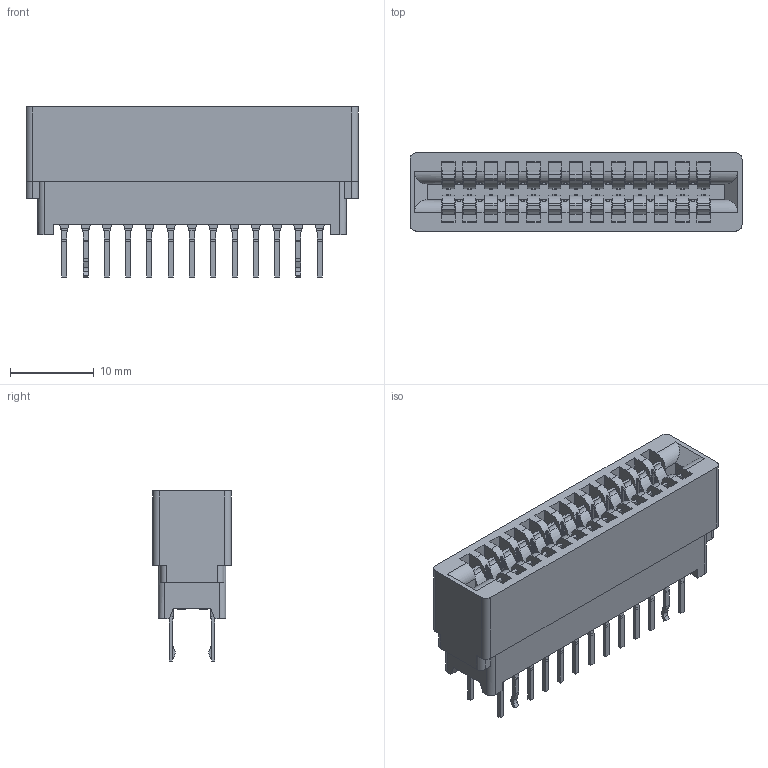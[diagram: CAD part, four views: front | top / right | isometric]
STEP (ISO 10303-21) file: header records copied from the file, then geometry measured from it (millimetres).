
FILE_DESCRIPTION(/* description */ (''),/* implementation_level */ '2;1');
FILE_NAME(/* name */ 'c-5145274-1-d-3d.stp',/* time_stamp */ '2018-05-27T22:48:57-04:00',/* author */ ('squir'),/* organization */ ('Tyco Electronics Ltd.'),/* preprocessor_version */ 'ST-DEVELOPER v16.13',/* originating_system */ 'Autodesk Inventor 2018',/* authorisation */ '');
FILE_SCHEMA (('AUTOMOTIVE_DESIGN { 1 0 10303 214 3 1 1 }'));
Length unit declared in the file: millimetre
Products named in the file (1): c-5145274-1-d-3d
Bounding box: 39.62 x 9.35 x 20.3 mm (x, y, z)
Volume: 3506 mm3; surface area: 5071.6 mm2
Topology: 1 solids, 1 shells, 1324 faces, 3623 edges, 2382 vertices
Faces by surface type: plane 838, cylinder 414, bspline 72
Entity records: 49226 total; most frequent: CARTESIAN_POINT 15010, ORIENTED_EDGE 7246, DIRECTION 7085, EDGE_CURVE 3623, LINE 2571, VECTOR 2571, VERTEX_POINT 2382, AXIS2_PLACEMENT_3D 2257
